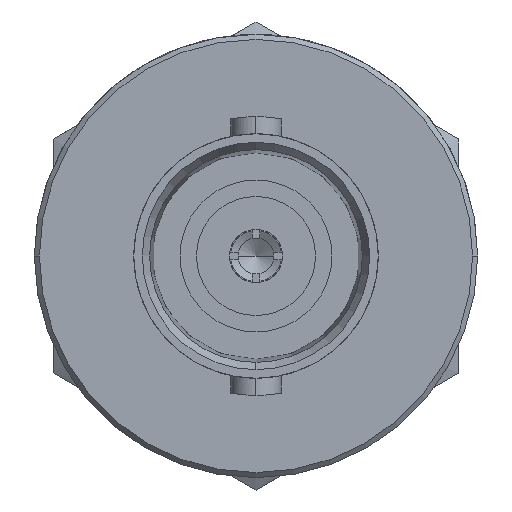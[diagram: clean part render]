
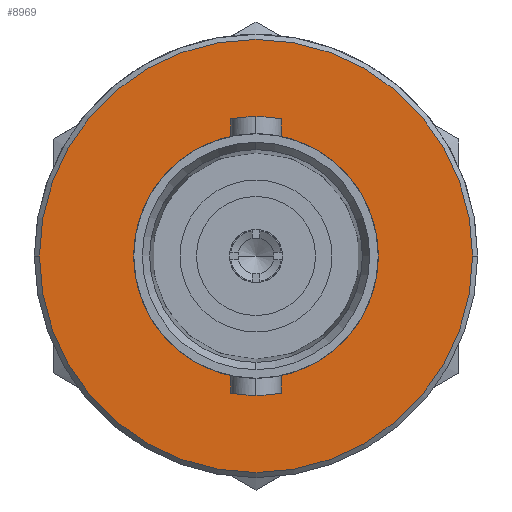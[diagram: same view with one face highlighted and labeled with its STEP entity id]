
A CAD part, left-side view. The second image highlights one B-rep face of the part: STEP entity #8969.
In plain terms, the highlighted planar face has unit normal (-1, 0, 0).
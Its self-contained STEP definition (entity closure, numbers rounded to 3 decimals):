
#1=CARTESIAN_POINT('',(0.,0.,0.));
#2=DIRECTION('',(-1.,0.,0.));
#3=DIRECTION('',(0.,1.,0.));
#4=AXIS2_PLACEMENT_3D('',#1,#2,#3);
#6=CARTESIAN_POINT('',(0.,0.,0.));
#7=DIRECTION('',(-1.,0.,0.));
#8=DIRECTION('',(0.,-1.,0.));
#9=AXIS2_PLACEMENT_3D('',#6,#7,#8);
#11=CARTESIAN_POINT('',(0.,0.,0.));
#12=DIRECTION('',(-1.,0.,0.));
#13=DIRECTION('',(0.,0.,1.));
#14=AXIS2_PLACEMENT_3D('',#11,#12,#13);
#16=CARTESIAN_POINT('',(0.,0.,0.));
#17=DIRECTION('',(-1.,0.,0.));
#18=DIRECTION('',(0.,0.,-1.));
#19=AXIS2_PLACEMENT_3D('',#16,#17,#18);
#7787=CARTESIAN_POINT('',(0.,8.55,0.));
#7788=CARTESIAN_POINT('',(0.,-8.55,0.));
#7789=VERTEX_POINT('',#7787);
#7790=VERTEX_POINT('',#7788);
#7997=CARTESIAN_POINT('',(0.,0.,4.825));
#7998=CARTESIAN_POINT('',(0.,0.,-4.825));
#7999=VERTEX_POINT('',#7997);
#8000=VERTEX_POINT('',#7998);
#8952=CARTESIAN_POINT('',(0.,0.,0.));
#8953=DIRECTION('',(-1.,0.,0.));
#8954=DIRECTION('',(0.,1.,0.));
#8955=AXIS2_PLACEMENT_3D('',#8952,#8953,#8954);
#8956=PLANE('',#8955);
#8958=ORIENTED_EDGE('',*,*,#8957,.F.);
#8960=ORIENTED_EDGE('',*,*,#8959,.F.);
#8961=EDGE_LOOP('',(#8958,#8960));
#8962=FACE_OUTER_BOUND('',#8961,.F.);
#8964=ORIENTED_EDGE('',*,*,#8963,.T.);
#8966=ORIENTED_EDGE('',*,*,#8965,.T.);
#8967=EDGE_LOOP('',(#8964,#8966));
#8968=FACE_BOUND('',#8967,.F.);
#8969=ADVANCED_FACE('',(#8962,#8968),#8956,.T.);
#5=CIRCLE('',#4,8.55);
#10=CIRCLE('',#9,8.55);
#15=CIRCLE('',#14,4.825);
#20=CIRCLE('',#19,4.825);
#8957=EDGE_CURVE('',#7789,#7790,#5,.T.);
#8959=EDGE_CURVE('',#7790,#7789,#10,.T.);
#8963=EDGE_CURVE('',#7999,#8000,#15,.T.);
#8965=EDGE_CURVE('',#8000,#7999,#20,.T.);
